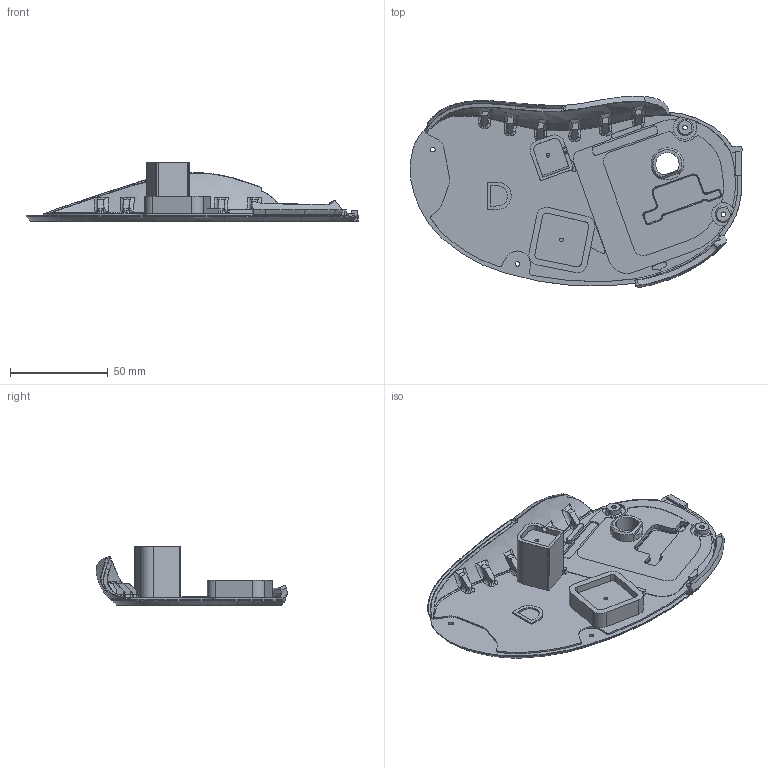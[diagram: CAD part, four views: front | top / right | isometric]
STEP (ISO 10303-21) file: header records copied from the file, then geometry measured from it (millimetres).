
FILE_DESCRIPTION (( 'STEP AP203' ), '1' );
FILE_NAME ('', '', ( '' ), ( '' ), '', '', '' );
FILE_SCHEMA (( 'CONFIG_CONTROL_DESIGN' ));
Products named in the file (1): Bottom-REVD
Bounding box: 169.98 x 98.22 x 30 mm (x, y, z)
Volume: 63679 mm3; surface area: 36467 mm2
Topology: 1 solids, 1 shells, 972 faces, 2723 edges, 1794 vertices
Faces by surface type: plane 340, bspline 332, cylinder 243, torus 36, cone 19, sphere 2
Entity records: 82207 total; most frequent: CARTESIAN_POINT 59532, ORIENTED_EDGE 5422, DIRECTION 3576, EDGE_CURVE 2711, VERTEX_POINT 1789, LINE 1258, VECTOR 1258, AXIS2_PLACEMENT_3D 1159
